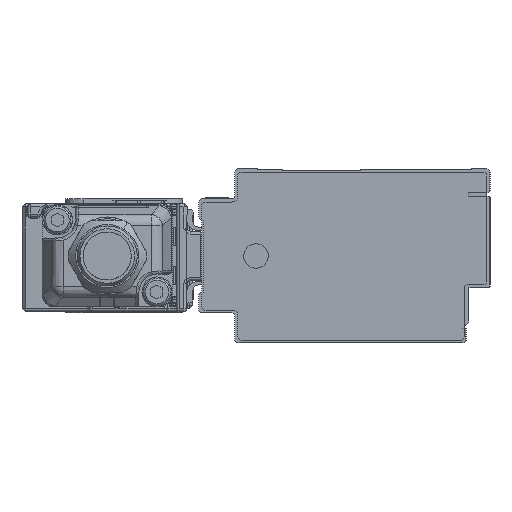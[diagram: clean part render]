
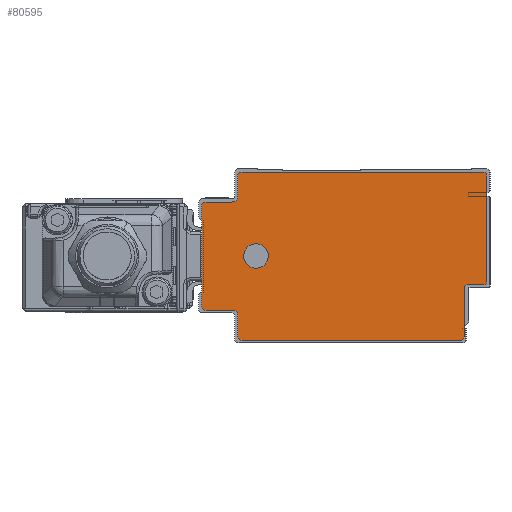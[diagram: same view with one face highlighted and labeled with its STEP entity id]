
A CAD part, left-side view. The second image highlights one B-rep face of the part: STEP entity #80595.
In plain terms, the highlighted planar face has unit normal (-1, 0, 0).
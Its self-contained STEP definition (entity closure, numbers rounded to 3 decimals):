
#78573=AXIS2_PLACEMENT_3D('Circle Axis2P3D',#78571,#78572,$) ;
#78611=AXIS2_PLACEMENT_3D('Circle Axis2P3D',#78609,#78610,$) ;
#78649=AXIS2_PLACEMENT_3D('Circle Axis2P3D',#78647,#78648,$) ;
#78687=AXIS2_PLACEMENT_3D('Circle Axis2P3D',#78685,#78686,$) ;
#80465=AXIS2_PLACEMENT_3D('Circle Axis2P3D',#80463,#80464,$) ;
#80485=AXIS2_PLACEMENT_3D('Plane Axis2P3D',#80482,#80483,#80484) ;
#80489=AXIS2_PLACEMENT_3D('Circle Axis2P3D',#80487,#80488,$) ;
#80503=AXIS2_PLACEMENT_3D('Circle Axis2P3D',#80501,#80502,$) ;
#80517=AXIS2_PLACEMENT_3D('Circle Axis2P3D',#80515,#80516,$) ;
#80531=AXIS2_PLACEMENT_3D('Circle Axis2P3D',#80529,#80530,$) ;
#80545=AXIS2_PLACEMENT_3D('Circle Axis2P3D',#80543,#80544,$) ;
#80579=AXIS2_PLACEMENT_3D('Circle Axis2P3D',#80577,#80578,$) ;
#80588=AXIS2_PLACEMENT_3D('Circle Axis2P3D',#80586,#80587,$) ;
#78529=CARTESIAN_POINT('Line Origine',(-1975.5,-3.5,19.1)) ;
#78533=CARTESIAN_POINT('Vertex',(-1975.5,-3.5,28.)) ;
#78535=CARTESIAN_POINT('Vertex',(-1975.5,-3.5,10.2)) ;
#78571=CARTESIAN_POINT('Axis2P3D Location',(-1975.5,-3.,28.)) ;
#78575=CARTESIAN_POINT('Vertex',(-1975.5,-3.,28.5)) ;
#78590=CARTESIAN_POINT('Line Origine',(-1975.5,17.25,28.5)) ;
#78594=CARTESIAN_POINT('Vertex',(-1975.5,37.5,28.5)) ;
#78609=CARTESIAN_POINT('Axis2P3D Location',(-1975.5,37.5,28.)) ;
#78613=CARTESIAN_POINT('Vertex',(-1975.5,38.,28.)) ;
#78628=CARTESIAN_POINT('Line Origine',(-1975.5,38.,26.25)) ;
#78632=CARTESIAN_POINT('Vertex',(-1975.5,38.,24.5)) ;
#78647=CARTESIAN_POINT('Axis2P3D Location',(-1975.5,39.,24.5)) ;
#78651=CARTESIAN_POINT('Vertex',(-1975.5,39.,23.5)) ;
#78666=CARTESIAN_POINT('Line Origine',(-1975.5,41.25,23.5)) ;
#78670=CARTESIAN_POINT('Vertex',(-1975.5,43.5,23.5)) ;
#78685=CARTESIAN_POINT('Axis2P3D Location',(-1975.5,43.5,23.)) ;
#78689=CARTESIAN_POINT('Vertex',(-1975.5,44.,23.)) ;
#78704=CARTESIAN_POINT('Line Origine',(-1975.5,44.,14.5)) ;
#78708=CARTESIAN_POINT('Vertex',(-1975.5,44.,6.)) ;
#80463=CARTESIAN_POINT('Axis2P3D Location',(-1975.5,-3.,10.2)) ;
#80467=CARTESIAN_POINT('Vertex',(-1975.5,-3.,9.7)) ;
#80482=CARTESIAN_POINT('Axis2P3D Location',(-1975.5,0.,0.)) ;
#80487=CARTESIAN_POINT('Axis2P3D Location',(-1975.5,43.5,6.)) ;
#80491=CARTESIAN_POINT('Vertex',(-1975.5,43.5,5.5)) ;
#80494=CARTESIAN_POINT('Line Origine',(-1975.5,41.25,5.5)) ;
#80498=CARTESIAN_POINT('Vertex',(-1975.5,39.,5.5)) ;
#80501=CARTESIAN_POINT('Axis2P3D Location',(-1975.5,39.,4.5)) ;
#80505=CARTESIAN_POINT('Vertex',(-1975.5,38.,4.5)) ;
#80508=CARTESIAN_POINT('Line Origine',(-1975.5,38.,2.75)) ;
#80512=CARTESIAN_POINT('Vertex',(-1975.5,38.,1.)) ;
#80515=CARTESIAN_POINT('Axis2P3D Location',(-1975.5,37.5,1.)) ;
#80519=CARTESIAN_POINT('Vertex',(-1975.5,37.5,0.5)) ;
#80522=CARTESIAN_POINT('Line Origine',(-1975.5,19.15,0.5)) ;
#80526=CARTESIAN_POINT('Vertex',(-1975.5,0.8,0.5)) ;
#80529=CARTESIAN_POINT('Axis2P3D Location',(-1975.5,0.8,1.)) ;
#80533=CARTESIAN_POINT('Vertex',(-1975.5,0.3,1.)) ;
#80536=CARTESIAN_POINT('Line Origine',(-1975.5,0.3,5.1)) ;
#80540=CARTESIAN_POINT('Vertex',(-1975.5,0.3,9.2)) ;
#80543=CARTESIAN_POINT('Axis2P3D Location',(-1975.5,-0.2,9.2)) ;
#80547=CARTESIAN_POINT('Vertex',(-1975.5,-0.2,9.7)) ;
#80550=CARTESIAN_POINT('Line Origine',(-1975.5,-1.6,9.7)) ;
#80577=CARTESIAN_POINT('Axis2P3D Location',(-1975.5,35.,14.5)) ;
#80581=CARTESIAN_POINT('Vertex',(-1975.5,33.186,13.509)) ;
#80583=CARTESIAN_POINT('Vertex',(-1975.5,36.814,15.491)) ;
#80586=CARTESIAN_POINT('Axis2P3D Location',(-1975.5,35.,14.5)) ;
#78530=DIRECTION('Vector Direction',(0.,0.,-1.)) ;
#78572=DIRECTION('Axis2P3D Direction',(1.,0.,0.)) ;
#78591=DIRECTION('Vector Direction',(0.,1.,0.)) ;
#78610=DIRECTION('Axis2P3D Direction',(1.,0.,0.)) ;
#78629=DIRECTION('Vector Direction',(0.,0.,1.)) ;
#78648=DIRECTION('Axis2P3D Direction',(1.,0.,0.)) ;
#78667=DIRECTION('Vector Direction',(0.,1.,0.)) ;
#78686=DIRECTION('Axis2P3D Direction',(1.,0.,0.)) ;
#78705=DIRECTION('Vector Direction',(0.,0.,1.)) ;
#80464=DIRECTION('Axis2P3D Direction',(1.,0.,0.)) ;
#80483=DIRECTION('Axis2P3D Direction',(1.,0.,0.)) ;
#80484=DIRECTION('Axis2P3D XDirection',(0.,1.,0.)) ;
#80488=DIRECTION('Axis2P3D Direction',(1.,0.,0.)) ;
#80495=DIRECTION('Vector Direction',(0.,-1.,0.)) ;
#80502=DIRECTION('Axis2P3D Direction',(1.,0.,0.)) ;
#80509=DIRECTION('Vector Direction',(0.,0.,1.)) ;
#80516=DIRECTION('Axis2P3D Direction',(1.,0.,0.)) ;
#80523=DIRECTION('Vector Direction',(0.,-1.,0.)) ;
#80530=DIRECTION('Axis2P3D Direction',(1.,0.,0.)) ;
#80537=DIRECTION('Vector Direction',(0.,0.,-1.)) ;
#80544=DIRECTION('Axis2P3D Direction',(1.,0.,0.)) ;
#80551=DIRECTION('Vector Direction',(0.,1.,0.)) ;
#80578=DIRECTION('Axis2P3D Direction',(1.,0.,0.)) ;
#80587=DIRECTION('Axis2P3D Direction',(1.,0.,0.)) ;
#78531=VECTOR('Line Direction',#78530,1.) ;
#78592=VECTOR('Line Direction',#78591,1.) ;
#78630=VECTOR('Line Direction',#78629,1.) ;
#78668=VECTOR('Line Direction',#78667,1.) ;
#78706=VECTOR('Line Direction',#78705,1.) ;
#80496=VECTOR('Line Direction',#80495,1.) ;
#80510=VECTOR('Line Direction',#80509,1.) ;
#80524=VECTOR('Line Direction',#80523,1.) ;
#80538=VECTOR('Line Direction',#80537,1.) ;
#80552=VECTOR('Line Direction',#80551,1.) ;
#80556=ORIENTED_EDGE('',*,*,#78596,.F.) ;
#80557=ORIENTED_EDGE('',*,*,#78615,.F.) ;
#80558=ORIENTED_EDGE('',*,*,#78634,.F.) ;
#80559=ORIENTED_EDGE('',*,*,#78653,.F.) ;
#80560=ORIENTED_EDGE('',*,*,#78672,.F.) ;
#80561=ORIENTED_EDGE('',*,*,#78691,.F.) ;
#80562=ORIENTED_EDGE('',*,*,#78710,.F.) ;
#80563=ORIENTED_EDGE('',*,*,#80493,.F.) ;
#80564=ORIENTED_EDGE('',*,*,#80500,.F.) ;
#80565=ORIENTED_EDGE('',*,*,#80507,.F.) ;
#80566=ORIENTED_EDGE('',*,*,#80514,.F.) ;
#80567=ORIENTED_EDGE('',*,*,#80521,.F.) ;
#80568=ORIENTED_EDGE('',*,*,#80528,.F.) ;
#80569=ORIENTED_EDGE('',*,*,#80535,.F.) ;
#80570=ORIENTED_EDGE('',*,*,#80542,.F.) ;
#80571=ORIENTED_EDGE('',*,*,#80549,.F.) ;
#80572=ORIENTED_EDGE('',*,*,#80554,.F.) ;
#80573=ORIENTED_EDGE('',*,*,#80469,.F.) ;
#80574=ORIENTED_EDGE('',*,*,#78537,.F.) ;
#80575=ORIENTED_EDGE('',*,*,#78577,.F.) ;
#80592=ORIENTED_EDGE('',*,*,#80585,.T.) ;
#80593=ORIENTED_EDGE('',*,*,#80590,.T.) ;
#80594=FACE_BOUND('',#80591,.T.) ;
#80595=ADVANCED_FACE('\X2\FF8EFF9EFF83FF9EFF68FF70\X0\.2',(#80576,#80594),#80486,.F.) ;
#78574=CIRCLE('generated circle',#78573,0.5) ;
#78612=CIRCLE('generated circle',#78611,0.5) ;
#78650=CIRCLE('generated circle',#78649,1.) ;
#78688=CIRCLE('generated circle',#78687,0.5) ;
#80466=CIRCLE('generated circle',#80465,0.5) ;
#80490=CIRCLE('generated circle',#80489,0.5) ;
#80504=CIRCLE('generated circle',#80503,1.) ;
#80518=CIRCLE('generated circle',#80517,0.5) ;
#80532=CIRCLE('generated circle',#80531,0.5) ;
#80546=CIRCLE('generated circle',#80545,0.5) ;
#80580=CIRCLE('generated circle',#80579,2.067) ;
#80589=CIRCLE('generated circle',#80588,2.067) ;
#78537=EDGE_CURVE('',#78534,#78536,#78532,.T.) ;
#78577=EDGE_CURVE('',#78576,#78534,#78574,.T.) ;
#78596=EDGE_CURVE('',#78595,#78576,#78593,.F.) ;
#78615=EDGE_CURVE('',#78614,#78595,#78612,.T.) ;
#78634=EDGE_CURVE('',#78633,#78614,#78631,.T.) ;
#78653=EDGE_CURVE('',#78652,#78633,#78650,.F.) ;
#78672=EDGE_CURVE('',#78671,#78652,#78669,.F.) ;
#78691=EDGE_CURVE('',#78690,#78671,#78688,.T.) ;
#78710=EDGE_CURVE('',#78709,#78690,#78707,.T.) ;
#80469=EDGE_CURVE('',#78536,#80468,#80466,.T.) ;
#80493=EDGE_CURVE('',#80492,#78709,#80490,.T.) ;
#80500=EDGE_CURVE('',#80499,#80492,#80497,.F.) ;
#80507=EDGE_CURVE('',#80506,#80499,#80504,.F.) ;
#80514=EDGE_CURVE('',#80513,#80506,#80511,.T.) ;
#80521=EDGE_CURVE('',#80520,#80513,#80518,.T.) ;
#80528=EDGE_CURVE('',#80527,#80520,#80525,.F.) ;
#80535=EDGE_CURVE('',#80534,#80527,#80532,.T.) ;
#80542=EDGE_CURVE('',#80541,#80534,#80539,.T.) ;
#80549=EDGE_CURVE('',#80548,#80541,#80546,.F.) ;
#80554=EDGE_CURVE('',#80468,#80548,#80553,.T.) ;
#80585=EDGE_CURVE('',#80582,#80584,#80580,.T.) ;
#80590=EDGE_CURVE('',#80584,#80582,#80589,.T.) ;
#80555=EDGE_LOOP('',(#80556,#80557,#80558,#80559,#80560,#80561,#80562,#80563,#80564,#80565,#80566,#80567,#80568,#80569,#80570,#80571,#80572,#80573,#80574,#80575)) ;
#80591=EDGE_LOOP('',(#80592,#80593)) ;
#80576=FACE_OUTER_BOUND('',#80555,.T.) ;
#78532=LINE('Line',#78529,#78531) ;
#78593=LINE('Line',#78590,#78592) ;
#78631=LINE('Line',#78628,#78630) ;
#78669=LINE('Line',#78666,#78668) ;
#78707=LINE('Line',#78704,#78706) ;
#80497=LINE('Line',#80494,#80496) ;
#80511=LINE('Line',#80508,#80510) ;
#80525=LINE('Line',#80522,#80524) ;
#80539=LINE('Line',#80536,#80538) ;
#80553=LINE('Line',#80550,#80552) ;
#80486=PLANE('Plane',#80485) ;
#78534=VERTEX_POINT('',#78533) ;
#78536=VERTEX_POINT('',#78535) ;
#78576=VERTEX_POINT('',#78575) ;
#78595=VERTEX_POINT('',#78594) ;
#78614=VERTEX_POINT('',#78613) ;
#78633=VERTEX_POINT('',#78632) ;
#78652=VERTEX_POINT('',#78651) ;
#78671=VERTEX_POINT('',#78670) ;
#78690=VERTEX_POINT('',#78689) ;
#78709=VERTEX_POINT('',#78708) ;
#80468=VERTEX_POINT('',#80467) ;
#80492=VERTEX_POINT('',#80491) ;
#80499=VERTEX_POINT('',#80498) ;
#80506=VERTEX_POINT('',#80505) ;
#80513=VERTEX_POINT('',#80512) ;
#80520=VERTEX_POINT('',#80519) ;
#80527=VERTEX_POINT('',#80526) ;
#80534=VERTEX_POINT('',#80533) ;
#80541=VERTEX_POINT('',#80540) ;
#80548=VERTEX_POINT('',#80547) ;
#80582=VERTEX_POINT('',#80581) ;
#80584=VERTEX_POINT('',#80583) ;
